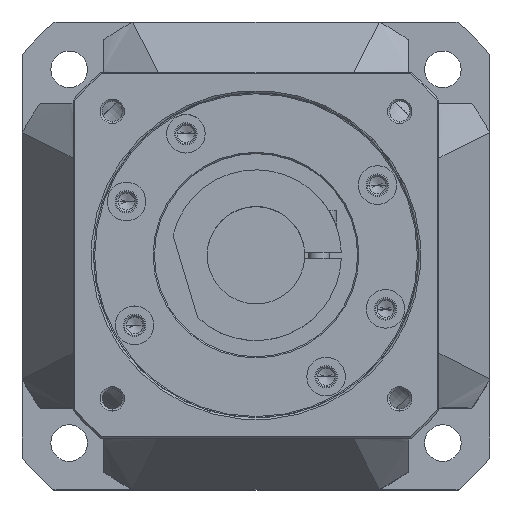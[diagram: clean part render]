
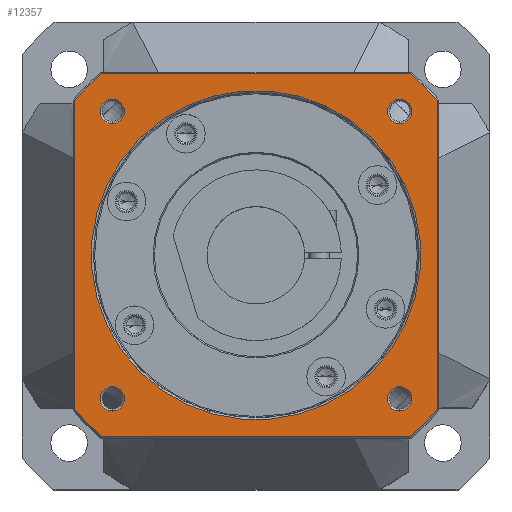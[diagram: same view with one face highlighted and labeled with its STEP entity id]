
A CAD part, top view. The second image highlights one B-rep face of the part: STEP entity #12357.
In plain terms, the highlighted planar face has unit normal (0, 0, 1).
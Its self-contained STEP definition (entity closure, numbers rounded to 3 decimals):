
#10639=CARTESIAN_POINT('',(0.,0.,19.));
#10640=DIRECTION('',(0.,0.,1.));
#10641=DIRECTION('',(-0.707,0.707,0.));
#10642=AXIS2_PLACEMENT_3D('',#10639,#10640,#10641);
#10644=CARTESIAN_POINT('',(0.,0.,19.));
#10645=DIRECTION('',(0.,0.,1.));
#10646=DIRECTION('',(0.707,-0.707,0.));
#10647=AXIS2_PLACEMENT_3D('',#10644,#10645,#10646);
#10649=CARTESIAN_POINT('',(0.,0.,19.));
#10650=DIRECTION('',(0.,0.,1.));
#10651=DIRECTION('',(-0.761,-0.649,0.));
#10652=AXIS2_PLACEMENT_3D('',#10649,#10650,#10651);
#10664=DIRECTION('',(1.,0.,0.));
#10665=VECTOR('',#10664,76.021);
#10666=CARTESIAN_POINT('',(-38.011,-44.6,19.));
#10667=LINE('',#10666,#10665);
#10677=CARTESIAN_POINT('',(0.,0.,19.));
#10678=DIRECTION('',(0.,0.,1.));
#10679=DIRECTION('',(0.649,-0.761,0.));
#10680=AXIS2_PLACEMENT_3D('',#10677,#10678,#10679);
#10692=DIRECTION('',(0.,1.,0.));
#10693=VECTOR('',#10692,76.021);
#10694=CARTESIAN_POINT('',(44.6,-38.011,19.));
#10695=LINE('',#10694,#10693);
#10705=CARTESIAN_POINT('',(0.,0.,19.));
#10706=DIRECTION('',(0.,0.,1.));
#10707=DIRECTION('',(0.761,0.649,0.));
#10708=AXIS2_PLACEMENT_3D('',#10705,#10706,#10707);
#10720=DIRECTION('',(-1.,0.,0.));
#10721=VECTOR('',#10720,76.021);
#10722=CARTESIAN_POINT('',(38.011,44.6,19.));
#10723=LINE('',#10722,#10721);
#10728=CARTESIAN_POINT('',(0.,0.,19.));
#10729=DIRECTION('',(0.,0.,1.));
#10730=DIRECTION('',(-0.649,0.761,0.));
#10731=AXIS2_PLACEMENT_3D('',#10728,#10729,#10730);
#10748=DIRECTION('',(0.,-1.,0.));
#10749=VECTOR('',#10748,76.021);
#10750=CARTESIAN_POINT('',(-44.6,38.011,19.));
#10751=LINE('',#10750,#10749);
#10973=CARTESIAN_POINT('',(-35.355,35.355,19.));
#10974=DIRECTION('',(0.,0.,1.));
#10975=DIRECTION('',(-1.,0.,0.));
#10976=AXIS2_PLACEMENT_3D('',#10973,#10974,#10975);
#10991=CARTESIAN_POINT('',(-35.355,35.355,19.));
#10992=DIRECTION('',(0.,0.,1.));
#10993=DIRECTION('',(1.,0.,0.));
#10994=AXIS2_PLACEMENT_3D('',#10991,#10992,#10993);
#11009=CARTESIAN_POINT('',(35.355,35.355,19.));
#11010=DIRECTION('',(0.,0.,1.));
#11011=DIRECTION('',(-1.,0.,0.));
#11012=AXIS2_PLACEMENT_3D('',#11009,#11010,#11011);
#11027=CARTESIAN_POINT('',(35.355,35.355,19.));
#11028=DIRECTION('',(0.,0.,1.));
#11029=DIRECTION('',(1.,0.,0.));
#11030=AXIS2_PLACEMENT_3D('',#11027,#11028,#11029);
#11045=CARTESIAN_POINT('',(35.355,-35.355,19.));
#11046=DIRECTION('',(0.,0.,1.));
#11047=DIRECTION('',(-1.,0.,0.));
#11048=AXIS2_PLACEMENT_3D('',#11045,#11046,#11047);
#11063=CARTESIAN_POINT('',(35.355,-35.355,19.));
#11064=DIRECTION('',(0.,0.,1.));
#11065=DIRECTION('',(1.,0.,0.));
#11066=AXIS2_PLACEMENT_3D('',#11063,#11064,#11065);
#11081=CARTESIAN_POINT('',(-35.355,-35.355,19.));
#11082=DIRECTION('',(0.,0.,1.));
#11083=DIRECTION('',(-1.,0.,0.));
#11084=AXIS2_PLACEMENT_3D('',#11081,#11082,#11083);
#11099=CARTESIAN_POINT('',(-35.355,-35.355,19.));
#11100=DIRECTION('',(0.,0.,1.));
#11101=DIRECTION('',(1.,0.,0.));
#11102=AXIS2_PLACEMENT_3D('',#11099,#11100,#11101);
#11659=CARTESIAN_POINT('',(44.6,-38.011,19.));
#11660=CARTESIAN_POINT('',(44.6,38.011,19.));
#11661=VERTEX_POINT('',#11659);
#11662=VERTEX_POINT('',#11660);
#11667=CARTESIAN_POINT('',(38.011,-44.6,19.));
#11668=VERTEX_POINT('',#11667);
#11671=CARTESIAN_POINT('',(-38.011,-44.6,19.));
#11672=VERTEX_POINT('',#11671);
#11675=CARTESIAN_POINT('',(-44.6,-38.011,19.));
#11676=VERTEX_POINT('',#11675);
#11679=CARTESIAN_POINT('',(-44.6,38.011,19.));
#11680=VERTEX_POINT('',#11679);
#11683=CARTESIAN_POINT('',(-38.011,44.6,19.));
#11684=VERTEX_POINT('',#11683);
#11687=CARTESIAN_POINT('',(38.011,44.6,19.));
#11688=VERTEX_POINT('',#11687);
#11715=CARTESIAN_POINT('',(-28.638,28.638,19.));
#11716=CARTESIAN_POINT('',(28.638,-28.638,19.));
#11717=VERTEX_POINT('',#11715);
#11718=VERTEX_POINT('',#11716);
#11849=CARTESIAN_POINT('',(-38.355,35.355,19.));
#11850=CARTESIAN_POINT('',(-32.355,35.355,19.));
#11851=VERTEX_POINT('',#11849);
#11852=VERTEX_POINT('',#11850);
#11897=CARTESIAN_POINT('',(38.355,35.355,19.));
#11898=CARTESIAN_POINT('',(32.355,35.355,19.));
#11899=VERTEX_POINT('',#11897);
#11900=VERTEX_POINT('',#11898);
#11909=CARTESIAN_POINT('',(38.355,-35.355,19.));
#11910=CARTESIAN_POINT('',(32.355,-35.355,19.));
#11911=VERTEX_POINT('',#11909);
#11912=VERTEX_POINT('',#11910);
#11921=CARTESIAN_POINT('',(-32.355,-35.355,19.));
#11922=CARTESIAN_POINT('',(-38.355,-35.355,19.));
#11923=VERTEX_POINT('',#11921);
#11924=VERTEX_POINT('',#11922);
#12305=CARTESIAN_POINT('',(0.,0.,19.));
#12306=DIRECTION('',(0.,0.,1.));
#12307=DIRECTION('',(1.,0.,0.));
#12308=AXIS2_PLACEMENT_3D('',#12305,#12306,#12307);
#12309=PLANE('',#12308);
#12311=ORIENTED_EDGE('',*,*,#12310,.F.);
#12313=ORIENTED_EDGE('',*,*,#12312,.F.);
#12315=ORIENTED_EDGE('',*,*,#12314,.F.);
#12317=ORIENTED_EDGE('',*,*,#12316,.F.);
#12319=ORIENTED_EDGE('',*,*,#12318,.F.);
#12321=ORIENTED_EDGE('',*,*,#12320,.F.);
#12323=ORIENTED_EDGE('',*,*,#12322,.F.);
#12325=ORIENTED_EDGE('',*,*,#12324,.F.);
#12326=EDGE_LOOP('',(#12311,#12313,#12315,#12317,#12319,#12321,#12323,#12325));
#12327=FACE_OUTER_BOUND('',#12326,.F.);
#12328=ORIENTED_EDGE('',*,*,#12293,.T.);
#12330=ORIENTED_EDGE('',*,*,#12329,.T.);
#12331=EDGE_LOOP('',(#12328,#12330));
#12332=FACE_BOUND('',#12331,.F.);
#12334=ORIENTED_EDGE('',*,*,#12333,.T.);
#12336=ORIENTED_EDGE('',*,*,#12335,.T.);
#12337=EDGE_LOOP('',(#12334,#12336));
#12338=FACE_BOUND('',#12337,.F.);
#12340=ORIENTED_EDGE('',*,*,#12339,.T.);
#12342=ORIENTED_EDGE('',*,*,#12341,.T.);
#12343=EDGE_LOOP('',(#12340,#12342));
#12344=FACE_BOUND('',#12343,.F.);
#12346=ORIENTED_EDGE('',*,*,#12345,.T.);
#12348=ORIENTED_EDGE('',*,*,#12347,.T.);
#12349=EDGE_LOOP('',(#12346,#12348));
#12350=FACE_BOUND('',#12349,.F.);
#12352=ORIENTED_EDGE('',*,*,#12351,.T.);
#12354=ORIENTED_EDGE('',*,*,#12353,.T.);
#12355=EDGE_LOOP('',(#12352,#12354));
#12356=FACE_BOUND('',#12355,.F.);
#12357=ADVANCED_FACE('',(#12327,#12332,#12338,#12344,#12350,#12356),#12309,.T.);
#10643=CIRCLE('',#10642,40.5);
#10648=CIRCLE('',#10647,40.5);
#10653=CIRCLE('',#10652,58.6);
#10681=CIRCLE('',#10680,58.6);
#10709=CIRCLE('',#10708,58.6);
#10732=CIRCLE('',#10731,58.6);
#10977=CIRCLE('',#10976,3.);
#10995=CIRCLE('',#10994,3.);
#11013=CIRCLE('',#11012,3.);
#11031=CIRCLE('',#11030,3.);
#11049=CIRCLE('',#11048,3.);
#11067=CIRCLE('',#11066,3.);
#11085=CIRCLE('',#11084,3.);
#11103=CIRCLE('',#11102,3.);
#12293=EDGE_CURVE('',#11717,#11718,#10643,.T.);
#12310=EDGE_CURVE('',#11676,#11672,#10653,.T.);
#12312=EDGE_CURVE('',#11680,#11676,#10751,.T.);
#12314=EDGE_CURVE('',#11684,#11680,#10732,.T.);
#12316=EDGE_CURVE('',#11688,#11684,#10723,.T.);
#12318=EDGE_CURVE('',#11662,#11688,#10709,.T.);
#12320=EDGE_CURVE('',#11661,#11662,#10695,.T.);
#12322=EDGE_CURVE('',#11668,#11661,#10681,.T.);
#12324=EDGE_CURVE('',#11672,#11668,#10667,.T.);
#12329=EDGE_CURVE('',#11718,#11717,#10648,.T.);
#12333=EDGE_CURVE('',#11851,#11852,#10977,.T.);
#12335=EDGE_CURVE('',#11852,#11851,#10995,.T.);
#12339=EDGE_CURVE('',#11900,#11899,#11013,.T.);
#12341=EDGE_CURVE('',#11899,#11900,#11031,.T.);
#12345=EDGE_CURVE('',#11912,#11911,#11049,.T.);
#12347=EDGE_CURVE('',#11911,#11912,#11067,.T.);
#12351=EDGE_CURVE('',#11924,#11923,#11085,.T.);
#12353=EDGE_CURVE('',#11923,#11924,#11103,.T.);
